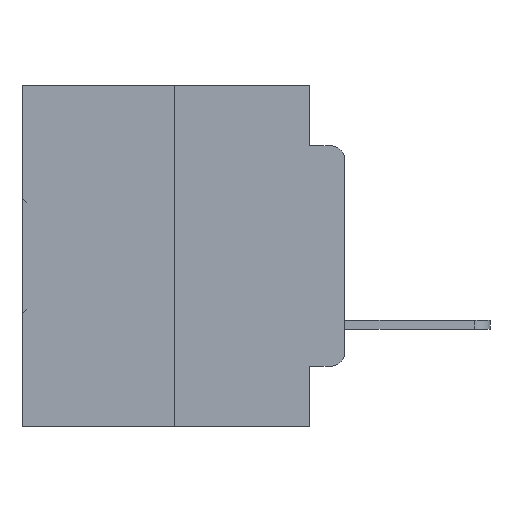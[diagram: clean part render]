
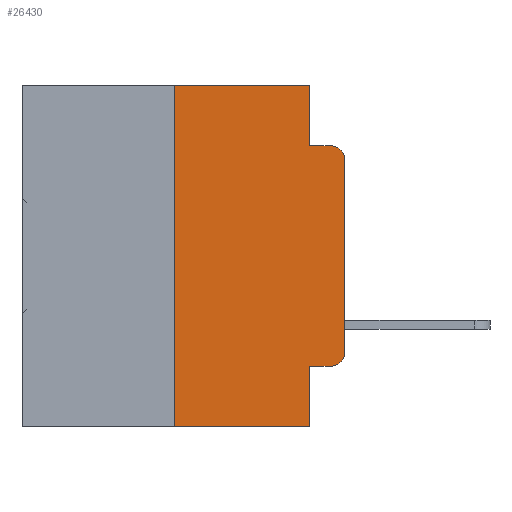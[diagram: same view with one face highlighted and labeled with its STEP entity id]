
A CAD part, left-side view. The second image highlights one B-rep face of the part: STEP entity #26430.
In plain terms, the highlighted planar face has unit normal (-1, 0, 0).
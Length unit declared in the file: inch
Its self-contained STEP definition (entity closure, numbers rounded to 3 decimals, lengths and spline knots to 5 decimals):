
#223 = LINE ( 'NONE', #10654, #28176 ) ;
#683 = CIRCLE ( 'NONE', #849, 0.02 ) ;
#849 = AXIS2_PLACEMENT_3D ( 'NONE', #24900, #8802, #27393 ) ;
#1115 = VECTOR ( 'NONE', #14142, 39.37008 ) ;
#1379 = CARTESIAN_POINT ( 'NONE',  ( 0., 0.051, -0.5 ) ) ;
#3097 = CARTESIAN_POINT ( 'NONE',  ( 0., 0.473, 0. ) ) ;
#4174 = LINE ( 'NONE', #19988, #24868 ) ;
#4934 = ORIENTED_EDGE ( 'NONE', *, *, #14353, .F. ) ;
#5209 = LINE ( 'NONE', #21761, #21438 ) ;
#5835 = VERTEX_POINT ( 'NONE', #33297 ) ;
#6059 = FACE_OUTER_BOUND ( 'NONE', #19998, .T. ) ;
#6971 = VERTEX_POINT ( 'NONE', #25679 ) ;
#7278 = DIRECTION ( 'NONE',  ( -1., 0., 0. ) ) ;
#7574 = ORIENTED_EDGE ( 'NONE', *, *, #14501, .F. ) ;
#7880 = VERTEX_POINT ( 'NONE', #21799 ) ;
#8322 = VERTEX_POINT ( 'NONE', #13499 ) ;
#8802 = DIRECTION ( 'NONE',  ( -1., 0., 0. ) ) ;
#10185 = EDGE_CURVE ( 'NONE', #8322, #11808, #22971, .T. ) ;
#10654 = CARTESIAN_POINT ( 'NONE',  ( 0., 0.051, 0. ) ) ;
#10826 = LINE ( 'NONE', #16588, #17211 ) ;
#10876 = ORIENTED_EDGE ( 'NONE', *, *, #12434, .T. ) ;
#11024 = VERTEX_POINT ( 'NONE', #18290 ) ;
#11204 = DIRECTION ( 'NONE',  ( 0., -1., 0. ) ) ;
#11241 = LINE ( 'NONE', #12892, #31152 ) ;
#11301 = PLANE ( 'NONE',  #17852 ) ;
#11808 = VERTEX_POINT ( 'NONE', #13816 ) ;
#12434 = EDGE_CURVE ( 'NONE', #28910, #29385, #4174, .T. ) ;
#12892 = CARTESIAN_POINT ( 'NONE',  ( 0., 0.051, -0.0885 ) ) ;
#13499 = CARTESIAN_POINT ( 'NONE',  ( 0., 0.25, 0. ) ) ;
#13805 = VECTOR ( 'NONE', #20715, 39.37008 ) ;
#13816 = CARTESIAN_POINT ( 'NONE',  ( 0., 0.051, 0. ) ) ;
#13935 = DIRECTION ( 'NONE',  ( 0., 0., -1. ) ) ;
#14028 = DIRECTION ( 'NONE',  ( 1., 0., 0. ) ) ;
#14142 = DIRECTION ( 'NONE',  ( 0., -1., 0. ) ) ;
#14260 = EDGE_CURVE ( 'NONE', #11024, #5835, #33977, .T. ) ;
#14300 = EDGE_CURVE ( 'NONE', #5835, #22236, #20150, .T. ) ;
#14353 = EDGE_CURVE ( 'NONE', #7880, #22236, #11241, .T. ) ;
#14411 = EDGE_CURVE ( 'NONE', #11808, #7880, #223, .T. ) ;
#14501 = EDGE_CURVE ( 'NONE', #28910, #8322, #5209, .T. ) ;
#14554 = EDGE_CURVE ( 'NONE', #6971, #29385, #10826, .T. ) ;
#14558 = EDGE_CURVE ( 'NONE', #6971, #15782, #30778, .T. ) ;
#14612 = EDGE_CURVE ( 'NONE', #15782, #11024, #683, .T. ) ;
#15323 = ORIENTED_EDGE ( 'NONE', *, *, #14558, .T. ) ;
#15782 = VERTEX_POINT ( 'NONE', #16440 ) ;
#16440 = CARTESIAN_POINT ( 'NONE',  ( 0., 0.02, -0.4115 ) ) ;
#16588 = CARTESIAN_POINT ( 'NONE',  ( 0., 0.051, 0. ) ) ;
#17211 = VECTOR ( 'NONE', #13935, 39.37008 ) ;
#17852 = AXIS2_PLACEMENT_3D ( 'NONE', #29560, #14028, #31960 ) ;
#18029 = CARTESIAN_POINT ( 'NONE',  ( 0., 0., 0. ) ) ;
#18290 = CARTESIAN_POINT ( 'NONE',  ( 0., 0., -0.3915 ) ) ;
#18741 = ORIENTED_EDGE ( 'NONE', *, *, #10185, .F. ) ;
#18841 = DIRECTION ( 'NONE',  ( 0., 0., -1. ) ) ;
#19988 = CARTESIAN_POINT ( 'NONE',  ( 0., 0.473, -0.5 ) ) ;
#19998 = EDGE_LOOP ( 'NONE', ( #28072, #32648, #4934, #21416, #18741, #7574, #10876, #27968, #15323, #20412 ) ) ;
#20150 = CIRCLE ( 'NONE', #30792, 0.02 ) ;
#20412 = ORIENTED_EDGE ( 'NONE', *, *, #14612, .T. ) ;
#20715 = DIRECTION ( 'NONE',  ( 0., 0., 1. ) ) ;
#21416 = ORIENTED_EDGE ( 'NONE', *, *, #14411, .F. ) ;
#21438 = VECTOR ( 'NONE', #31600, 39.37008 ) ;
#21761 = CARTESIAN_POINT ( 'NONE',  ( 0., 0.25, 0. ) ) ;
#21799 = CARTESIAN_POINT ( 'NONE',  ( 0., 0.051, -0.0885 ) ) ;
#22236 = VERTEX_POINT ( 'NONE', #33891 ) ;
#22971 = LINE ( 'NONE', #3097, #1115 ) ;
#23474 = CARTESIAN_POINT ( 'NONE',  ( 0., 0.02, -0.1085 ) ) ;
#24277 = VECTOR ( 'NONE', #11204, 39.37008 ) ;
#24868 = VECTOR ( 'NONE', #32393, 39.37008 ) ;
#24900 = CARTESIAN_POINT ( 'NONE',  ( 0., 0.02, -0.3915 ) ) ;
#25679 = CARTESIAN_POINT ( 'NONE',  ( 0., 0.051, -0.4115 ) ) ;
#26034 = DIRECTION ( 'NONE',  ( 0., 0., -1. ) ) ;
#26430 = ADVANCED_FACE ( 'NONE', ( #6059 ), #11301, .F. ) ;
#27393 = DIRECTION ( 'NONE',  ( 0., 0., -1. ) ) ;
#27968 = ORIENTED_EDGE ( 'NONE', *, *, #14554, .F. ) ;
#28072 = ORIENTED_EDGE ( 'NONE', *, *, #14260, .T. ) ;
#28176 = VECTOR ( 'NONE', #18841, 39.37008 ) ;
#28910 = VERTEX_POINT ( 'NONE', #29001 ) ;
#29001 = CARTESIAN_POINT ( 'NONE',  ( 0., 0.25, -0.5 ) ) ;
#29385 = VERTEX_POINT ( 'NONE', #1379 ) ;
#29560 = CARTESIAN_POINT ( 'NONE',  ( 0., 0.473, 0. ) ) ;
#30778 = LINE ( 'NONE', #31880, #24277 ) ;
#30792 = AXIS2_PLACEMENT_3D ( 'NONE', #23474, #7278, #26034 ) ;
#31094 = DIRECTION ( 'NONE',  ( 0., -1., 0. ) ) ;
#31152 = VECTOR ( 'NONE', #31094, 39.37008 ) ;
#31600 = DIRECTION ( 'NONE',  ( 0., 0., 1. ) ) ;
#31880 = CARTESIAN_POINT ( 'NONE',  ( 0., 0.051, -0.4115 ) ) ;
#31960 = DIRECTION ( 'NONE',  ( 0., 0., -1. ) ) ;
#32393 = DIRECTION ( 'NONE',  ( 0., -1., 0. ) ) ;
#32648 = ORIENTED_EDGE ( 'NONE', *, *, #14300, .T. ) ;
#33297 = CARTESIAN_POINT ( 'NONE',  ( 0., 0., -0.1085 ) ) ;
#33891 = CARTESIAN_POINT ( 'NONE',  ( 0., 0.02, -0.0885 ) ) ;
#33977 = LINE ( 'NONE', #18029, #13805 ) ;
